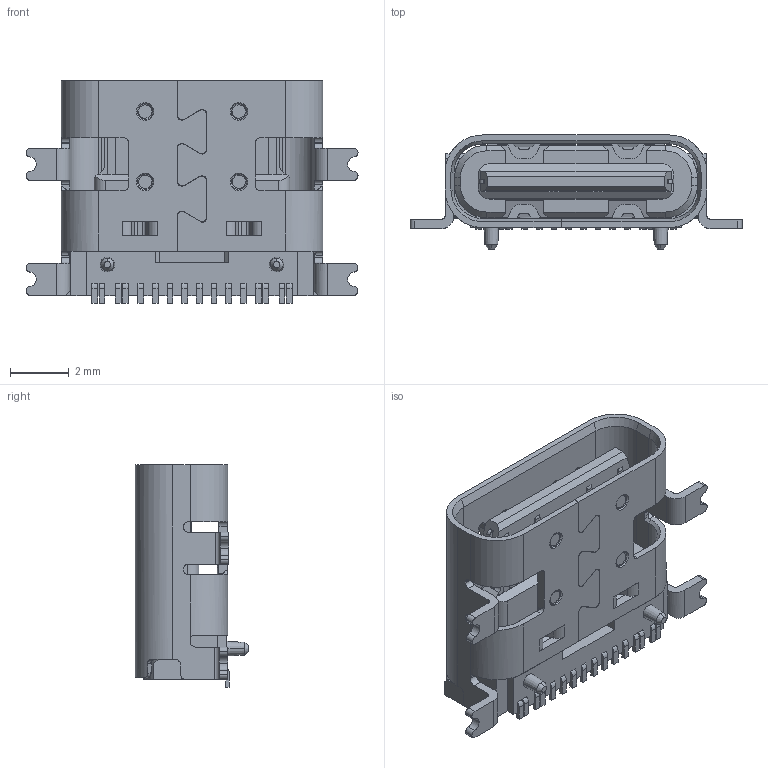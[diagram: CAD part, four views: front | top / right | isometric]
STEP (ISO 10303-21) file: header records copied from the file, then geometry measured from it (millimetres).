
FILE_DESCRIPTION (( 'STEP AP214' ), '1' );
FILE_NAME ('Same_Sky_UJ20-C-H-G-SMT-5-P16-TR.step', '2024-11-13T19:58:37', ( '' ), ( '' ), 'SwSTEP 2.0', 'SolidWorks 2024', '' );
FILE_SCHEMA (( 'AUTOMOTIVE_DESIGN' ));
Length unit declared in the file: inch
Products named in the file (1): Same_Sky_UJ20-C-H-G-SMT-5-P16-TR
Bounding box: 11.34 x 3.89 x 7.6 mm (x, y, z)
Volume: 113.4 mm3; surface area: 477.2 mm2
Topology: 1 solids, 1 shells, 837 faces, 2458 edges, 1597 vertices
Faces by surface type: plane 563, cylinder 214, cone 34, torus 16, bspline 10
Entity records: 28351 total; most frequent: CARTESIAN_POINT 5925, ORIENTED_EDGE 4916, DIRECTION 4455, EDGE_CURVE 2458, LINE 1795, VECTOR 1795, VERTEX_POINT 1597, AXIS2_PLACEMENT_3D 1330
